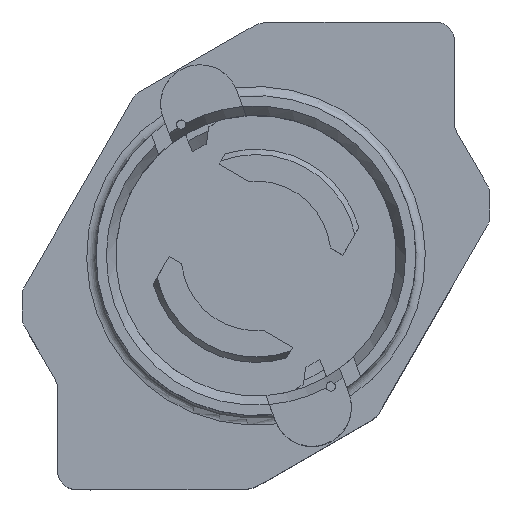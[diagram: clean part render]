
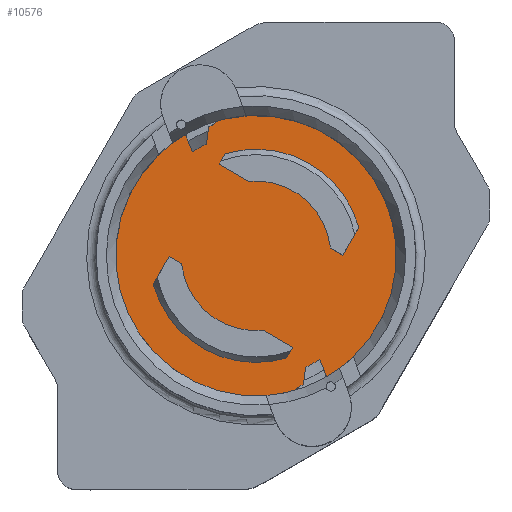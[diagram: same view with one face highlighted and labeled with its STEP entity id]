
A CAD part, top view. The second image highlights one B-rep face of the part: STEP entity #10576.
In plain terms, the highlighted planar face has unit normal (0, 0, 1).
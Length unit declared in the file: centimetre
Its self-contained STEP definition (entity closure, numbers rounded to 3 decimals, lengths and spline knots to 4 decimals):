
#171=CIRCLE($,#11112,0.57);
#172=CIRCLE($,#11113,0.4);
#173=CIRCLE($,#11114,0.4);
#174=CIRCLE($,#11115,0.57);
#175=CIRCLE($,#11116,0.135);
#176=CIRCLE($,#11117,0.75);
#177=CIRCLE($,#11118,0.135);
#178=CIRCLE($,#11119,0.75);
#179=CIRCLE($,#11120,0.13);
#180=CIRCLE($,#11121,0.13);
#651=FACE_BOUND($,#1573,.T.);
#652=FACE_BOUND($,#1574,.T.);
#653=FACE_BOUND($,#1575,.T.);
#654=FACE_BOUND($,#1576,.T.);
#655=FACE_BOUND($,#1577,.T.);
#1573=EDGE_LOOP($,(#8304,#8305,#8306,#8307,#8308,#8309));
#1574=EDGE_LOOP($,(#8310,#8311,#8312,#8313,#8314,#8315));
#1575=EDGE_LOOP($,(#8316,#8317,#8318,#8319,#8320,#8321,#8322,#8323,#8324,
#8325));
#1576=EDGE_LOOP($,(#8326));
#1577=EDGE_LOOP($,(#8327));
#2550=LINE($,#16851,#3684);
#2551=LINE($,#16853,#3685);
#2552=LINE($,#16857,#3686);
#2553=LINE($,#16859,#3687);
#2554=LINE($,#16865,#3688);
#2555=LINE($,#16867,#3689);
#2556=LINE($,#16871,#3690);
#2557=LINE($,#16872,#3691);
#2558=LINE($,#16875,#3692);
#2559=LINE($,#16879,#3693);
#2560=LINE($,#16881,#3694);
#2561=LINE($,#16885,#3695);
#2562=LINE($,#16889,#3696);
#2563=LINE($,#16891,#3697);
#3684=VECTOR($,#12703,0.1818);
#3685=VECTOR($,#12704,0.0657);
#3686=VECTOR($,#12707,0.1711);
#3687=VECTOR($,#12708,0.0763);
#3688=VECTOR($,#12713,0.1818);
#3689=VECTOR($,#12714,0.0657);
#3690=VECTOR($,#12717,0.1711);
#3691=VECTOR($,#12718,0.0763);
#3692=VECTOR($,#12719,0.0298);
#3693=VECTOR($,#12722,0.1893);
#3694=VECTOR($,#12723,0.0087);
#3695=VECTOR($,#12726,0.0298);
#3696=VECTOR($,#12729,0.1893);
#3697=VECTOR($,#12730,0.0087);
#4737=VERTEX_POINT($,#16849);
#4738=VERTEX_POINT($,#16850);
#4739=VERTEX_POINT($,#16852);
#4740=VERTEX_POINT($,#16854);
#4741=VERTEX_POINT($,#16856);
#4742=VERTEX_POINT($,#16858);
#4743=VERTEX_POINT($,#16861);
#4744=VERTEX_POINT($,#16862);
#4745=VERTEX_POINT($,#16864);
#4746=VERTEX_POINT($,#16866);
#4747=VERTEX_POINT($,#16868);
#4748=VERTEX_POINT($,#16870);
#4749=VERTEX_POINT($,#16873);
#4750=VERTEX_POINT($,#16874);
#4751=VERTEX_POINT($,#16876);
#4752=VERTEX_POINT($,#16878);
#4753=VERTEX_POINT($,#16880);
#4754=VERTEX_POINT($,#16882);
#4755=VERTEX_POINT($,#16884);
#4756=VERTEX_POINT($,#16886);
#4757=VERTEX_POINT($,#16888);
#4758=VERTEX_POINT($,#16890);
#4759=VERTEX_POINT($,#16893);
#4760=VERTEX_POINT($,#16895);
#6017=EDGE_CURVE($,#4737,#4738,#2550,.T.);
#6018=EDGE_CURVE($,#4739,#4737,#2551,.T.);
#6019=EDGE_CURVE($,#4740,#4739,#171,.T.);
#6020=EDGE_CURVE($,#4741,#4740,#2552,.T.);
#6021=EDGE_CURVE($,#4742,#4741,#2553,.T.);
#6022=EDGE_CURVE($,#4738,#4742,#172,.T.);
#6023=EDGE_CURVE($,#4743,#4744,#173,.T.);
#6024=EDGE_CURVE($,#4745,#4743,#2554,.T.);
#6025=EDGE_CURVE($,#4746,#4745,#2555,.T.);
#6026=EDGE_CURVE($,#4747,#4746,#174,.T.);
#6027=EDGE_CURVE($,#4748,#4747,#2556,.T.);
#6028=EDGE_CURVE($,#4744,#4748,#2557,.T.);
#6029=EDGE_CURVE($,#4749,#4750,#2558,.T.);
#6030=EDGE_CURVE($,#4751,#4749,#175,.T.);
#6031=EDGE_CURVE($,#4752,#4751,#2559,.T.);
#6032=EDGE_CURVE($,#4753,#4752,#2560,.T.);
#6033=EDGE_CURVE($,#4754,#4753,#176,.T.);
#6034=EDGE_CURVE($,#4755,#4754,#2561,.T.);
#6035=EDGE_CURVE($,#4756,#4755,#177,.T.);
#6036=EDGE_CURVE($,#4757,#4756,#2562,.T.);
#6037=EDGE_CURVE($,#4758,#4757,#2563,.T.);
#6038=EDGE_CURVE($,#4750,#4758,#178,.T.);
#6039=EDGE_CURVE($,#4759,#4759,#179,.T.);
#6040=EDGE_CURVE($,#4760,#4760,#180,.T.);
#8304=ORIENTED_EDGE($,*,*,#6017,.F.);
#8305=ORIENTED_EDGE($,*,*,#6018,.F.);
#8306=ORIENTED_EDGE($,*,*,#6019,.F.);
#8307=ORIENTED_EDGE($,*,*,#6020,.F.);
#8308=ORIENTED_EDGE($,*,*,#6021,.F.);
#8309=ORIENTED_EDGE($,*,*,#6022,.F.);
#8310=ORIENTED_EDGE($,*,*,#6023,.F.);
#8311=ORIENTED_EDGE($,*,*,#6024,.F.);
#8312=ORIENTED_EDGE($,*,*,#6025,.F.);
#8313=ORIENTED_EDGE($,*,*,#6026,.F.);
#8314=ORIENTED_EDGE($,*,*,#6027,.F.);
#8315=ORIENTED_EDGE($,*,*,#6028,.F.);
#8316=ORIENTED_EDGE($,*,*,#6029,.F.);
#8317=ORIENTED_EDGE($,*,*,#6030,.F.);
#8318=ORIENTED_EDGE($,*,*,#6031,.F.);
#8319=ORIENTED_EDGE($,*,*,#6032,.F.);
#8320=ORIENTED_EDGE($,*,*,#6033,.F.);
#8321=ORIENTED_EDGE($,*,*,#6034,.F.);
#8322=ORIENTED_EDGE($,*,*,#6035,.F.);
#8323=ORIENTED_EDGE($,*,*,#6036,.F.);
#8324=ORIENTED_EDGE($,*,*,#6037,.F.);
#8325=ORIENTED_EDGE($,*,*,#6038,.F.);
#8326=ORIENTED_EDGE($,*,*,#6039,.F.);
#8327=ORIENTED_EDGE($,*,*,#6040,.F.);
#10098=PLANE($,#11111);
#10576=ADVANCED_FACE($,(#651,#652,#653,#654,#655),#10098,.T.);
#11111=AXIS2_PLACEMENT_3D($,#16848,#12701,#12702);
#11112=AXIS2_PLACEMENT_3D($,#16855,#12705,#12706);
#11113=AXIS2_PLACEMENT_3D($,#16860,#12709,#12710);
#11114=AXIS2_PLACEMENT_3D($,#16863,#12711,#12712);
#11115=AXIS2_PLACEMENT_3D($,#16869,#12715,#12716);
#11116=AXIS2_PLACEMENT_3D($,#16877,#12720,#12721);
#11117=AXIS2_PLACEMENT_3D($,#16883,#12724,#12725);
#11118=AXIS2_PLACEMENT_3D($,#16887,#12727,#12728);
#11119=AXIS2_PLACEMENT_3D($,#16892,#12731,#12732);
#11120=AXIS2_PLACEMENT_3D($,#16894,#12733,#12734);
#11121=AXIS2_PLACEMENT_3D($,#16896,#12735,#12736);
#12701=DIRECTION('center_axis',(0.,0.,
1.));
#12702=DIRECTION('ref_axis',(1.,0.,0.));
#12703=DIRECTION($,(0.866,-0.5,0.));
#12704=DIRECTION($,(-0.5,-0.866,0.));
#12705=DIRECTION('center_axis',(0.,0.,
1.));
#12706=DIRECTION('ref_axis',(0.964,0.266,0.));
#12707=DIRECTION($,(0.5,0.866,0.));
#12708=DIRECTION($,(0.866,-0.5,0.));
#12709=DIRECTION('center_axis',(0.,0.,
-1.));
#12710=DIRECTION('ref_axis',(0.911,0.412,0.));
#12711=DIRECTION('center_axis',(0.,0.,
-1.));
#12712=DIRECTION('ref_axis',(-0.911,-0.412,0.));
#12713=DIRECTION($,(-0.866,0.5,0.));
#12714=DIRECTION($,(0.5,0.866,0.));
#12715=DIRECTION('center_axis',(0.,0.,
1.));
#12716=DIRECTION('ref_axis',(0.964,0.266,0.));
#12717=DIRECTION($,(-0.5,-0.866,0.));
#12718=DIRECTION($,(-0.866,0.5,0.));
#12719=DIRECTION($,(-0.347,0.938,0.));
#12720=DIRECTION('center_axis',(0.,0.,
-1.));
#12721=DIRECTION('ref_axis',(-0.461,-0.887,0.));
#12722=DIRECTION($,(0.,-1.,0.));
#12723=DIRECTION($,(0.866,-0.5,0.));
#12724=DIRECTION('center_axis',(0.,0.,
-1.));
#12725=DIRECTION('ref_axis',(-1.,0.,0.));
#12726=DIRECTION($,(0.347,-0.938,0.));
#12727=DIRECTION('center_axis',(0.,0.,
-1.));
#12728=DIRECTION('ref_axis',(0.461,0.887,0.));
#12729=DIRECTION($,(0.,1.,0.));
#12730=DIRECTION($,(-0.866,0.5,0.));
#12731=DIRECTION('center_axis',(0.,0.,
-1.));
#12732=DIRECTION('ref_axis',(-1.,0.,0.));
#12733=DIRECTION('center_axis',(0.,0.,
1.));
#12734=DIRECTION('ref_axis',(-0.361,0.933,0.));
#12735=DIRECTION('center_axis',(0.,0.,
1.));
#12736=DIRECTION('ref_axis',(0.361,-0.933,0.));
#16848=CARTESIAN_POINT('Origin',(0.,0.,
0.65));
#16849=CARTESIAN_POINT('',(-0.1969,0.489,0.65));
#16850=CARTESIAN_POINT('',(-0.0394,0.3981,0.65));
#16851=CARTESIAN_POINT($,(0.0615,0.3398,0.65));
#16852=CARTESIAN_POINT('',(-0.164,0.5459,0.65));
#16853=CARTESIAN_POINT($,(-0.2782,0.3482,0.65));
#16854=CARTESIAN_POINT('',(0.5494,0.1517,0.65));
#16855=CARTESIAN_POINT('Origin',(0.,0.,
0.65));
#16856=CARTESIAN_POINT('',(0.4639,0.0035,0.65));
#16857=CARTESIAN_POINT($,(0.1752,-0.4966,0.65));
#16858=CARTESIAN_POINT('',(0.3978,0.0417,0.65));
#16859=CARTESIAN_POINT($,(0.2907,0.1035,0.65));
#16860=CARTESIAN_POINT('Origin',(0.,0.,
0.65));
#16861=CARTESIAN_POINT('',(0.0394,-0.3981,0.65));
#16862=CARTESIAN_POINT('',(-0.3978,-0.0417,0.65));
#16863=CARTESIAN_POINT('Origin',(0.,0.,
0.65));
#16864=CARTESIAN_POINT('',(0.1969,-0.489,0.65));
#16865=CARTESIAN_POINT($,(-0.0615,-0.3398,0.65));
#16866=CARTESIAN_POINT('',(0.164,-0.5459,0.65));
#16867=CARTESIAN_POINT($,(0.2782,-0.3482,0.65));
#16868=CARTESIAN_POINT('',(-0.5494,-0.1517,0.65));
#16869=CARTESIAN_POINT('Origin',(0.,0.,
0.65));
#16870=CARTESIAN_POINT('',(-0.4639,-0.0035,0.65));
#16871=CARTESIAN_POINT($,(-0.1752,0.4966,0.65));
#16872=CARTESIAN_POINT($,(-0.2907,-0.1035,0.65));
#16873=CARTESIAN_POINT('',(0.1747,-0.7597,0.65));
#16874=CARTESIAN_POINT('',(0.1644,-0.7318,0.65));
#16875=CARTESIAN_POINT($,(0.0405,-0.3972,0.65));
#16876=CARTESIAN_POINT('',(0.435,-0.81,0.65));
#16877=CARTESIAN_POINT('Origin',(0.3,-0.81,0.65));
#16878=CARTESIAN_POINT('',(0.435,-0.6207,0.65));
#16879=CARTESIAN_POINT($,(0.435,-0.3103,0.65));
#16880=CARTESIAN_POINT('',(0.4274,-0.6163,0.65));
#16881=CARTESIAN_POINT($,(0.1337,-0.4467,0.65));
#16882=CARTESIAN_POINT('',(-0.1644,0.7318,0.65));
#16883=CARTESIAN_POINT('Origin',(0.,0.,
0.65));
#16884=CARTESIAN_POINT('',(-0.1747,0.7597,0.65));
#16885=CARTESIAN_POINT($,(-0.0405,0.3972,0.65));
#16886=CARTESIAN_POINT('',(-0.435,0.81,0.65));
#16887=CARTESIAN_POINT('Origin',(-0.3,0.81,0.65));
#16888=CARTESIAN_POINT('',(-0.435,0.6207,0.65));
#16889=CARTESIAN_POINT($,(-0.435,0.3103,0.65));
#16890=CARTESIAN_POINT('',(-0.4274,0.6163,0.65));
#16891=CARTESIAN_POINT($,(-0.1337,0.4467,0.65));
#16892=CARTESIAN_POINT('Origin',(0.,0.,
0.65));
#16893=CARTESIAN_POINT('',(-0.2531,0.6888,0.65));
#16894=CARTESIAN_POINT('Origin',(-0.3,0.81,0.65));
#16895=CARTESIAN_POINT('',(0.2531,-0.6888,0.65));
#16896=CARTESIAN_POINT('Origin',(0.3,-0.81,0.65));
